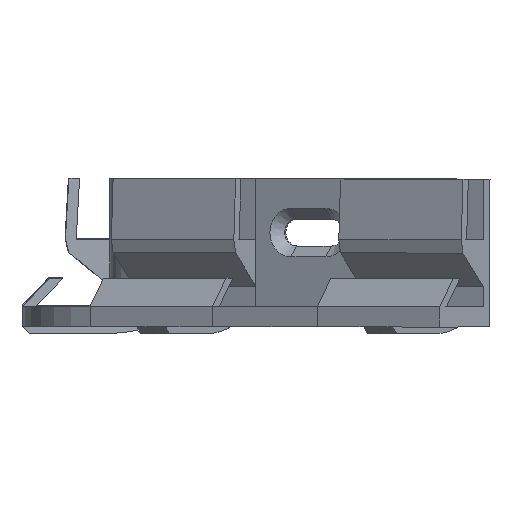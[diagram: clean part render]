
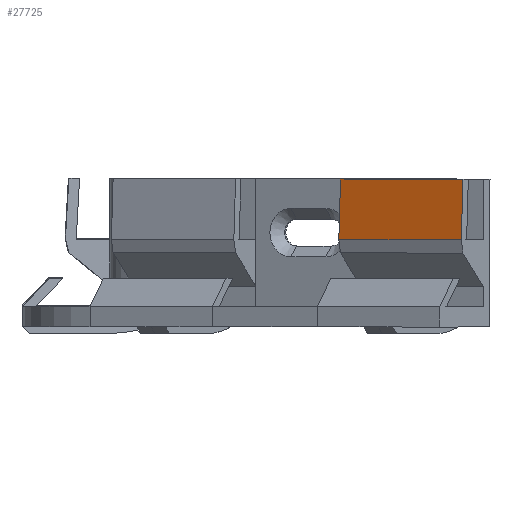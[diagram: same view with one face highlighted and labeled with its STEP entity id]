
A CAD part, left-side view. The second image highlights one B-rep face of the part: STEP entity #27725.
In plain terms, the highlighted face is planar.
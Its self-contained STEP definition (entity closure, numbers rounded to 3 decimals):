
#25830 = PLANE('',#25831);
#25831 = AXIS2_PLACEMENT_3D('',#25832,#25833,#25834);
#25832 = CARTESIAN_POINT('',(-10.5,5.766,9.503));
#25833 = DIRECTION('',(-1.,0.,0.));
#25834 = DIRECTION('',(0.,0.,1.));
#26264 = PLANE('',#26265);
#26265 = AXIS2_PLACEMENT_3D('',#26266,#26267,#26268);
#26266 = CARTESIAN_POINT('',(10.5,5.766,9.503));
#26267 = DIRECTION('',(-1.,0.,0.));
#26268 = DIRECTION('',(0.,0.,1.));
#26524 = VERTEX_POINT('',#26525);
#26525 = CARTESIAN_POINT('',(-10.5,8.1,22.));
#26539 = PLANE('',#26540);
#26540 = AXIS2_PLACEMENT_3D('',#26541,#26542,#26543);
#26541 = CARTESIAN_POINT('',(0.,6.5,22.));
#26542 = DIRECTION('',(0.,0.,-1.));
#26543 = DIRECTION('',(0.,1.,0.));
#26551 = EDGE_CURVE('',#26524,#26552,#26554,.T.);
#26552 = VERTEX_POINT('',#26553);
#26553 = CARTESIAN_POINT('',(-10.5,8.6,13.));
#26554 = SURFACE_CURVE('',#26555,(#26559,#26566),.PCURVE_S1.);
#26555 = LINE('',#26556,#26557);
#26556 = CARTESIAN_POINT('',(-10.5,8.1,22.));
#26557 = VECTOR('',#26558,1.);
#26558 = DIRECTION('',(0.,0.055,-0.998));
#26559 = PCURVE('',#25830,#26560);
#26560 = DEFINITIONAL_REPRESENTATION('',(#26561),#26565);
#26561 = LINE('',#26562,#26563);
#26562 = CARTESIAN_POINT('',(12.497,2.334));
#26563 = VECTOR('',#26564,1.);
#26564 = DIRECTION('',(-0.998,0.055));
#26565 = ( GEOMETRIC_REPRESENTATION_CONTEXT(2) 
PARAMETRIC_REPRESENTATION_CONTEXT() REPRESENTATION_CONTEXT('2D SPACE',''
  ) );
#26566 = PCURVE('',#26567,#26572);
#26567 = PLANE('',#26568);
#26568 = AXIS2_PLACEMENT_3D('',#26569,#26570,#26571);
#26569 = CARTESIAN_POINT('',(0.,8.1,22.));
#26570 = DIRECTION('',(-0.,-0.998,-0.055));
#26571 = DIRECTION('',(0.,0.055,-0.998));
#26572 = DEFINITIONAL_REPRESENTATION('',(#26573),#26577);
#26573 = LINE('',#26574,#26575);
#26574 = CARTESIAN_POINT('',(0.,-10.5));
#26575 = VECTOR('',#26576,1.);
#26576 = DIRECTION('',(1.,0.));
#26577 = ( GEOMETRIC_REPRESENTATION_CONTEXT(2) 
PARAMETRIC_REPRESENTATION_CONTEXT() REPRESENTATION_CONTEXT('2D SPACE',''
  ) );
#26595 = PLANE('',#26596);
#26596 = AXIS2_PLACEMENT_3D('',#26597,#26598,#26599);
#26597 = CARTESIAN_POINT('',(0.,8.6,13.));
#26598 = DIRECTION('',(0.,-0.97,0.243));
#26599 = DIRECTION('',(-0.,-0.243,-0.97));
#27370 = VERTEX_POINT('',#27371);
#27371 = CARTESIAN_POINT('',(10.5,8.1,22.));
#27392 = EDGE_CURVE('',#27370,#27393,#27395,.T.);
#27393 = VERTEX_POINT('',#27394);
#27394 = CARTESIAN_POINT('',(10.5,8.6,13.));
#27395 = SURFACE_CURVE('',#27396,(#27400,#27407),.PCURVE_S1.);
#27396 = LINE('',#27397,#27398);
#27397 = CARTESIAN_POINT('',(10.5,8.1,22.));
#27398 = VECTOR('',#27399,1.);
#27399 = DIRECTION('',(0.,0.055,-0.998));
#27400 = PCURVE('',#26264,#27401);
#27401 = DEFINITIONAL_REPRESENTATION('',(#27402),#27406);
#27402 = LINE('',#27403,#27404);
#27403 = CARTESIAN_POINT('',(12.497,2.334));
#27404 = VECTOR('',#27405,1.);
#27405 = DIRECTION('',(-0.998,0.055));
#27406 = ( GEOMETRIC_REPRESENTATION_CONTEXT(2) 
PARAMETRIC_REPRESENTATION_CONTEXT() REPRESENTATION_CONTEXT('2D SPACE',''
  ) );
#27407 = PCURVE('',#26567,#27408);
#27408 = DEFINITIONAL_REPRESENTATION('',(#27409),#27413);
#27409 = LINE('',#27410,#27411);
#27410 = CARTESIAN_POINT('',(0.,10.5));
#27411 = VECTOR('',#27412,1.);
#27412 = DIRECTION('',(1.,0.));
#27413 = ( GEOMETRIC_REPRESENTATION_CONTEXT(2) 
PARAMETRIC_REPRESENTATION_CONTEXT() REPRESENTATION_CONTEXT('2D SPACE',''
  ) );
#27703 = EDGE_CURVE('',#27370,#26524,#27704,.T.);
#27704 = SURFACE_CURVE('',#27705,(#27709,#27716),.PCURVE_S1.);
#27705 = LINE('',#27706,#27707);
#27706 = CARTESIAN_POINT('',(10.5,8.1,22.));
#27707 = VECTOR('',#27708,1.);
#27708 = DIRECTION('',(-1.,0.,0.));
#27709 = PCURVE('',#26539,#27710);
#27710 = DEFINITIONAL_REPRESENTATION('',(#27711),#27715);
#27711 = LINE('',#27712,#27713);
#27712 = CARTESIAN_POINT('',(1.6,10.5));
#27713 = VECTOR('',#27714,1.);
#27714 = DIRECTION('',(0.,-1.));
#27715 = ( GEOMETRIC_REPRESENTATION_CONTEXT(2) 
PARAMETRIC_REPRESENTATION_CONTEXT() REPRESENTATION_CONTEXT('2D SPACE',''
  ) );
#27716 = PCURVE('',#26567,#27717);
#27717 = DEFINITIONAL_REPRESENTATION('',(#27718),#27722);
#27718 = LINE('',#27719,#27720);
#27719 = CARTESIAN_POINT('',(0.,10.5));
#27720 = VECTOR('',#27721,1.);
#27721 = DIRECTION('',(0.,-1.));
#27722 = ( GEOMETRIC_REPRESENTATION_CONTEXT(2) 
PARAMETRIC_REPRESENTATION_CONTEXT() REPRESENTATION_CONTEXT('2D SPACE',''
  ) );
#27725 = ADVANCED_FACE('',(#27726),#26567,.F.);
#27726 = FACE_BOUND('',#27727,.F.);
#27727 = EDGE_LOOP('',(#27728,#27729,#27750,#27751));
#27728 = ORIENTED_EDGE('',*,*,#26551,.T.);
#27729 = ORIENTED_EDGE('',*,*,#27730,.F.);
#27730 = EDGE_CURVE('',#27393,#26552,#27731,.T.);
#27731 = SURFACE_CURVE('',#27732,(#27736,#27743),.PCURVE_S1.);
#27732 = LINE('',#27733,#27734);
#27733 = CARTESIAN_POINT('',(10.5,8.6,13.));
#27734 = VECTOR('',#27735,1.);
#27735 = DIRECTION('',(-1.,0.,0.));
#27736 = PCURVE('',#26567,#27737);
#27737 = DEFINITIONAL_REPRESENTATION('',(#27738),#27742);
#27738 = LINE('',#27739,#27740);
#27739 = CARTESIAN_POINT('',(9.014,10.5));
#27740 = VECTOR('',#27741,1.);
#27741 = DIRECTION('',(0.,-1.));
#27742 = ( GEOMETRIC_REPRESENTATION_CONTEXT(2) 
PARAMETRIC_REPRESENTATION_CONTEXT() REPRESENTATION_CONTEXT('2D SPACE',''
  ) );
#27743 = PCURVE('',#26595,#27744);
#27744 = DEFINITIONAL_REPRESENTATION('',(#27745),#27749);
#27745 = LINE('',#27746,#27747);
#27746 = CARTESIAN_POINT('',(-0.,10.5));
#27747 = VECTOR('',#27748,1.);
#27748 = DIRECTION('',(0.,-1.));
#27749 = ( GEOMETRIC_REPRESENTATION_CONTEXT(2) 
PARAMETRIC_REPRESENTATION_CONTEXT() REPRESENTATION_CONTEXT('2D SPACE',''
  ) );
#27750 = ORIENTED_EDGE('',*,*,#27392,.F.);
#27751 = ORIENTED_EDGE('',*,*,#27703,.T.);
